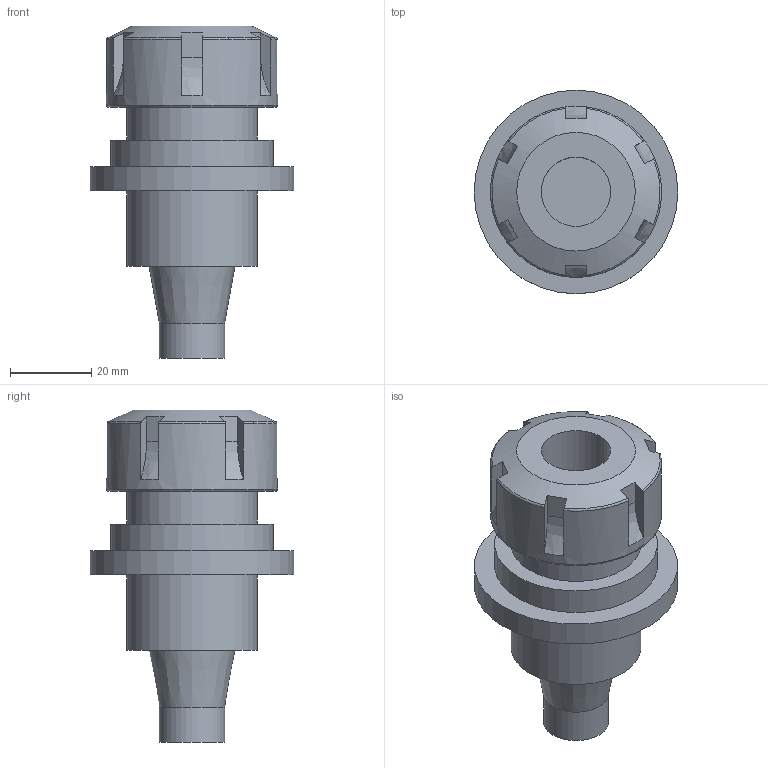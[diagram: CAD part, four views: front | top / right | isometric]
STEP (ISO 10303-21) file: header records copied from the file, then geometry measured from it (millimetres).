
FILE_DESCRIPTION(/* description */ (''),/* implementation_level */ '2;1');
FILE_NAME(/* name */ 'W9990478_stp.stp',/* time_stamp */ '2017-05-04T08:31:13+02:00',/* author */ (''),/* organization */ (''),/* preprocessor_version */ 'ST-DEVELOPER v15',/* originating_system */ 'SIEMENS PLM Software NX 9.0',/* authorisation */ '');
FILE_SCHEMA (('AUTOMOTIVE_DESIGN { 1 0 10303 214 3 1 1 1 }'));
Length unit declared in the file: millimetre
Products named in the file (1): reic08DC0832ewur
Bounding box: 50 x 50 x 81.5 mm (x, y, z)
Volume: 62984.5 mm3; surface area: 15445.7 mm2
Topology: 1 solids, 1 shells, 48 faces, 119 edges, 79 vertices
Faces by surface type: plane 26, cylinder 7, torus 7, bspline 6, cone 2
Full cylindrical faces by diameter (mm): 16 x1, 17 x1, 32 x2, 40 x1, 42 x1, 50 x1
Entity records: 1626 total; most frequent: CARTESIAN_POINT 611, ORIENTED_EDGE 212, DIRECTION 166, EDGE_CURVE 106, VERTEX_POINT 76, AXIS2_PLACEMENT_3D 71, EDGE_LOOP 64, B_SPLINE_CURVE_WITH_KNOTS 54
